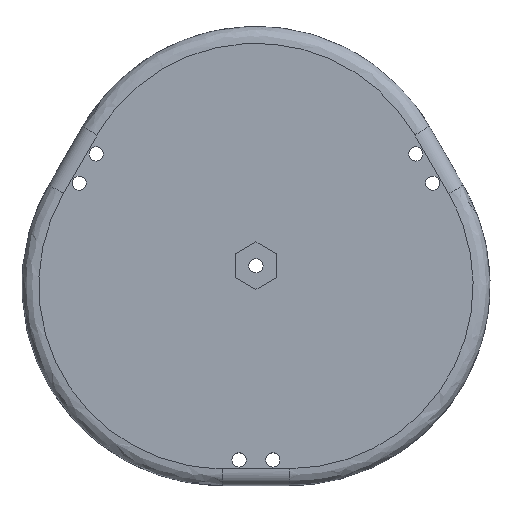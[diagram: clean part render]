
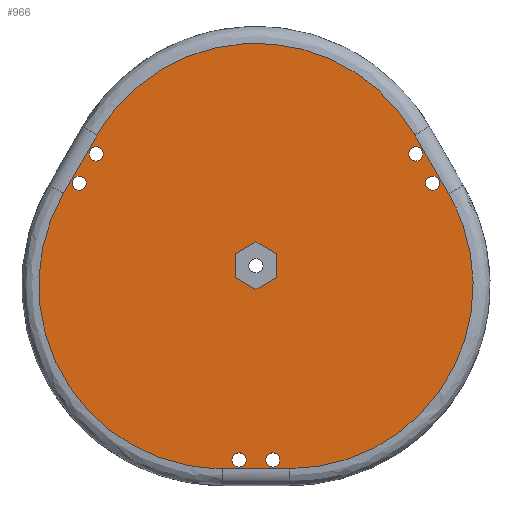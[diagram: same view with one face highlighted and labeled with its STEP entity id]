
A CAD part, top view. The second image highlights one B-rep face of the part: STEP entity #966.
In plain terms, the highlighted planar face has unit normal (0, 0, 1).
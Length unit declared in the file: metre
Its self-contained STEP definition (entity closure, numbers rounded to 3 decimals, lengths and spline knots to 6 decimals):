
#52=LINE('',#1320,#94);
#53=LINE('',#1323,#95);
#54=LINE('',#1325,#96);
#55=LINE('',#1327,#97);
#56=LINE('',#1329,#98);
#57=LINE('',#1331,#99);
#94=VECTOR('',#1107,1.);
#95=VECTOR('',#1108,1.);
#96=VECTOR('',#1109,1.);
#97=VECTOR('',#1110,1.);
#98=VECTOR('',#1111,1.);
#99=VECTOR('',#1112,1.);
#136=CIRCLE('',#1044,0.0021);
#137=CIRCLE('',#1045,0.0021);
#138=CIRCLE('',#1046,0.0021);
#139=CIRCLE('',#1047,0.0021);
#140=CIRCLE('',#1048,0.0021);
#141=CIRCLE('',#1049,0.0021);
#156=ORIENTED_EDGE('',*,*,#448,.T.);
#157=ORIENTED_EDGE('',*,*,#449,.T.);
#158=ORIENTED_EDGE('',*,*,#450,.T.);
#159=ORIENTED_EDGE('',*,*,#451,.T.);
#160=ORIENTED_EDGE('',*,*,#452,.T.);
#161=ORIENTED_EDGE('',*,*,#453,.T.);
#162=ORIENTED_EDGE('',*,*,#454,.F.);
#163=ORIENTED_EDGE('',*,*,#455,.T.);
#164=ORIENTED_EDGE('',*,*,#456,.F.);
#165=ORIENTED_EDGE('',*,*,#457,.F.);
#166=ORIENTED_EDGE('',*,*,#458,.F.);
#167=ORIENTED_EDGE('',*,*,#459,.F.);
#168=ORIENTED_EDGE('',*,*,#460,.F.);
#169=ORIENTED_EDGE('',*,*,#461,.F.);
#170=ORIENTED_EDGE('',*,*,#462,.F.);
#171=ORIENTED_EDGE('',*,*,#463,.F.);
#172=ORIENTED_EDGE('',*,*,#464,.T.);
#173=ORIENTED_EDGE('',*,*,#465,.T.);
#448=EDGE_CURVE('',#594,#595,#686,.T.);
#449=EDGE_CURVE('',#595,#596,#687,.T.);
#450=EDGE_CURVE('',#596,#597,#688,.T.);
#451=EDGE_CURVE('',#597,#598,#689,.T.);
#452=EDGE_CURVE('',#598,#599,#690,.T.);
#453=EDGE_CURVE('',#599,#594,#691,.T.);
#454=EDGE_CURVE('',#600,#600,#136,.T.);
#455=EDGE_CURVE('',#601,#601,#137,.T.);
#456=EDGE_CURVE('',#602,#602,#138,.T.);
#457=EDGE_CURVE('',#603,#604,#52,.T.);
#458=EDGE_CURVE('',#605,#603,#53,.T.);
#459=EDGE_CURVE('',#606,#605,#54,.T.);
#460=EDGE_CURVE('',#607,#606,#55,.T.);
#461=EDGE_CURVE('',#608,#607,#56,.T.);
#462=EDGE_CURVE('',#604,#608,#57,.T.);
#463=EDGE_CURVE('',#609,#609,#139,.T.);
#464=EDGE_CURVE('',#610,#610,#140,.T.);
#465=EDGE_CURVE('',#611,#611,#141,.T.);
#594=VERTEX_POINT('',#1255);
#595=VERTEX_POINT('',#1256);
#596=VERTEX_POINT('',#1272);
#597=VERTEX_POINT('',#1277);
#598=VERTEX_POINT('',#1293);
#599=VERTEX_POINT('',#1298);
#600=VERTEX_POINT('',#1315);
#601=VERTEX_POINT('',#1317);
#602=VERTEX_POINT('',#1319);
#603=VERTEX_POINT('',#1321);
#604=VERTEX_POINT('',#1322);
#605=VERTEX_POINT('',#1324);
#606=VERTEX_POINT('',#1326);
#607=VERTEX_POINT('',#1328);
#608=VERTEX_POINT('',#1330);
#609=VERTEX_POINT('',#1333);
#610=VERTEX_POINT('',#1335);
#611=VERTEX_POINT('',#1337);
#686=B_SPLINE_CURVE_WITH_KNOTS('',3,(#1251,#1252,#1253,#1254),
 .UNSPECIFIED.,.F.,.F.,(4,4),(0.,1.),.UNSPECIFIED.);
#687=B_SPLINE_CURVE_WITH_KNOTS('',3,(#1257,#1258,#1259,#1260,#1261,#1262,
#1263,#1264,#1265,#1266,#1267,#1268,#1269,#1270,#1271),.UNSPECIFIED.,.F.,
 .F.,(4,1,1,1,1,1,1,1,1,1,1,1,4),(0.,0.0625,0.125,0.1875,0.25,0.375,0.5,
0.625,0.75,0.8125,0.875,0.9375,1.),.UNSPECIFIED.);
#688=B_SPLINE_CURVE_WITH_KNOTS('',3,(#1273,#1274,#1275,#1276),
 .UNSPECIFIED.,.F.,.F.,(4,4),(0.,1.),.UNSPECIFIED.);
#689=B_SPLINE_CURVE_WITH_KNOTS('',3,(#1278,#1279,#1280,#1281,#1282,#1283,
#1284,#1285,#1286,#1287,#1288,#1289,#1290,#1291,#1292),.UNSPECIFIED.,.F.,
 .F.,(4,1,1,1,1,1,1,1,1,1,1,1,4),(0.,0.0625,0.125,0.1875,0.25,0.375,0.5,
0.625,0.75,0.8125,0.875,0.9375,1.),.UNSPECIFIED.);
#690=B_SPLINE_CURVE_WITH_KNOTS('',3,(#1294,#1295,#1296,#1297),
 .UNSPECIFIED.,.F.,.F.,(4,4),(0.,1.),.UNSPECIFIED.);
#691=B_SPLINE_CURVE_WITH_KNOTS('',3,(#1299,#1300,#1301,#1302,#1303,#1304,
#1305,#1306,#1307,#1308,#1309,#1310,#1311,#1312,#1313),.UNSPECIFIED.,.F.,
 .F.,(4,1,1,1,1,1,1,1,1,1,1,1,4),(0.,0.0625,0.125,0.1875,0.25,0.375,0.5,
0.625,0.75,0.8125,0.875,0.9375,1.),.UNSPECIFIED.);
#770=EDGE_LOOP('',(#156,#157,#158,#159,#160,#161));
#771=EDGE_LOOP('',(#162));
#772=EDGE_LOOP('',(#163));
#773=EDGE_LOOP('',(#164));
#774=EDGE_LOOP('',(#165,#166,#167,#168,#169,#170));
#775=EDGE_LOOP('',(#171));
#776=EDGE_LOOP('',(#172));
#777=EDGE_LOOP('',(#173));
#856=FACE_BOUND('',#770,.T.);
#857=FACE_BOUND('',#771,.T.);
#858=FACE_BOUND('',#772,.T.);
#859=FACE_BOUND('',#773,.T.);
#860=FACE_BOUND('',#774,.T.);
#861=FACE_BOUND('',#775,.T.);
#862=FACE_BOUND('',#776,.T.);
#863=FACE_BOUND('',#777,.T.);
#942=PLANE('',#1043);
#966=ADVANCED_FACE('',(#856,#857,#858,#859,#860,#861,#862,#863),#942,.T.);
#1043=AXIS2_PLACEMENT_3D('',#1250,#1099,#1100);
#1044=AXIS2_PLACEMENT_3D('',#1314,#1101,#1102);
#1045=AXIS2_PLACEMENT_3D('',#1316,#1103,#1104);
#1046=AXIS2_PLACEMENT_3D('',#1318,#1105,#1106);
#1047=AXIS2_PLACEMENT_3D('',#1332,#1113,#1114);
#1048=AXIS2_PLACEMENT_3D('',#1334,#1115,#1116);
#1049=AXIS2_PLACEMENT_3D('',#1336,#1117,#1118);
#1099=DIRECTION('',(0.,0.,1.));
#1100=DIRECTION('',(1.,0.,0.));
#1101=DIRECTION('',(0.,0.,1.));
#1102=DIRECTION('',(1.,0.,0.));
#1103=DIRECTION('',(0.,0.,-1.));
#1104=DIRECTION('',(1.,0.,0.));
#1105=DIRECTION('',(0.,0.,1.));
#1106=DIRECTION('',(1.,0.,0.));
#1107=DIRECTION('',(0.866,0.5,0.));
#1108=DIRECTION('',(0.866,-0.5,0.));
#1109=DIRECTION('',(0.,-1.,0.));
#1110=DIRECTION('',(-0.866,-0.5,0.));
#1111=DIRECTION('',(-0.866,0.5,0.));
#1112=DIRECTION('',(0.,1.,0.));
#1113=DIRECTION('',(0.,0.,1.));
#1114=DIRECTION('',(1.,0.,0.));
#1115=DIRECTION('',(0.,0.,-1.));
#1116=DIRECTION('',(1.,0.,0.));
#1117=DIRECTION('',(0.,0.,-1.));
#1118=DIRECTION('',(1.,0.,0.));
#1250=CARTESIAN_POINT('',(0.,-0.01192,0.017));
#1251=CARTESIAN_POINT('',(0.056962,0.02134,0.017));
#1252=CARTESIAN_POINT('',(0.053628,0.027113,0.017));
#1253=CARTESIAN_POINT('',(0.050295,0.032887,0.017));
#1254=CARTESIAN_POINT('',(0.046962,0.03866,0.017));
#1255=CARTESIAN_POINT('',(0.056962,0.02134,0.017));
#1256=CARTESIAN_POINT('',(0.046962,0.03866,0.017));
#1257=CARTESIAN_POINT('',(0.046962,0.03866,0.017));
#1258=CARTESIAN_POINT('',(0.045772,0.040721,0.017));
#1259=CARTESIAN_POINT('',(0.04315,0.044649,0.017));
#1260=CARTESIAN_POINT('',(0.038451,0.050001,0.017));
#1261=CARTESIAN_POINT('',(0.033108,0.054693,0.017));
#1262=CARTESIAN_POINT('',(0.025218,0.05996,0.017));
#1263=CARTESIAN_POINT('',(0.014197,0.064528,0.017));
#1264=CARTESIAN_POINT('',(0.,0.066396,0.017));
#1265=CARTESIAN_POINT('',(-0.014197,0.064528,0.017));
#1266=CARTESIAN_POINT('',(-0.025218,0.059959,0.017));
#1267=CARTESIAN_POINT('',(-0.033107,0.054694,0.017));
#1268=CARTESIAN_POINT('',(-0.038452,0.050001,0.017));
#1269=CARTESIAN_POINT('',(-0.04315,0.04465,0.017));
#1270=CARTESIAN_POINT('',(-0.045772,0.040721,0.017));
#1271=CARTESIAN_POINT('',(-0.046962,0.03866,0.017));
#1272=CARTESIAN_POINT('',(-0.046962,0.03866,0.017));
#1273=CARTESIAN_POINT('',(-0.046962,0.03866,0.017));
#1274=CARTESIAN_POINT('',(-0.050295,0.032887,0.017));
#1275=CARTESIAN_POINT('',(-0.053628,0.027113,0.017));
#1276=CARTESIAN_POINT('',(-0.056962,0.02134,0.017));
#1277=CARTESIAN_POINT('',(-0.056962,0.02134,0.017));
#1278=CARTESIAN_POINT('',(-0.056962,0.02134,0.017));
#1279=CARTESIAN_POINT('',(-0.058151,0.019279,0.017));
#1280=CARTESIAN_POINT('',(-0.060242,0.015045,0.017));
#1281=CARTESIAN_POINT('',(-0.062528,0.008299,0.017));
#1282=CARTESIAN_POINT('',(-0.063919,0.001326,0.017));
#1283=CARTESIAN_POINT('',(-0.064535,-0.008141,0.017));
#1284=CARTESIAN_POINT('',(-0.062981,-0.019969,0.017));
#1285=CARTESIAN_POINT('',(-0.057501,-0.033198,0.017));
#1286=CARTESIAN_POINT('',(-0.048785,-0.044559,0.017));
#1287=CARTESIAN_POINT('',(-0.039317,-0.051819,0.017));
#1288=CARTESIAN_POINT('',(-0.030812,-0.056019,0.017));
#1289=CARTESIAN_POINT('',(-0.024076,-0.0583,0.017));
#1290=CARTESIAN_POINT('',(-0.017093,-0.059694,0.017));
#1291=CARTESIAN_POINT('',(-0.01238,-0.06,0.017));
#1292=CARTESIAN_POINT('',(-0.01,-0.06,0.017));
#1293=CARTESIAN_POINT('',(-0.01,-0.06,0.017));
#1294=CARTESIAN_POINT('',(-0.01,-0.06,0.017));
#1295=CARTESIAN_POINT('',(-0.003333,-0.06,0.017));
#1296=CARTESIAN_POINT('',(0.003333,-0.06,0.017));
#1297=CARTESIAN_POINT('',(0.01,-0.06,0.017));
#1298=CARTESIAN_POINT('',(0.01,-0.06,0.017));
#1299=CARTESIAN_POINT('',(0.01,-0.06,0.017));
#1300=CARTESIAN_POINT('',(0.01238,-0.06,0.017));
#1301=CARTESIAN_POINT('',(0.017092,-0.059694,0.017));
#1302=CARTESIAN_POINT('',(0.024076,-0.0583,0.017));
#1303=CARTESIAN_POINT('',(0.030811,-0.056019,0.017));
#1304=CARTESIAN_POINT('',(0.039318,-0.051819,0.017));
#1305=CARTESIAN_POINT('',(0.048785,-0.044559,0.017));
#1306=CARTESIAN_POINT('',(0.057501,-0.033198,0.017));
#1307=CARTESIAN_POINT('',(0.062981,-0.01997,0.017));
#1308=CARTESIAN_POINT('',(0.064535,-0.00814,0.017));
#1309=CARTESIAN_POINT('',(0.06392,0.001325,0.017));
#1310=CARTESIAN_POINT('',(0.062528,0.0083,0.017));
#1311=CARTESIAN_POINT('',(0.060243,0.015044,0.017));
#1312=CARTESIAN_POINT('',(0.058151,0.019279,0.017));
#1313=CARTESIAN_POINT('',(0.056962,0.02134,0.017));
#1314=CARTESIAN_POINT('',(-0.005,-0.05745,0.017));
#1315=CARTESIAN_POINT('',(-0.0029,-0.05745,0.017));
#1316=CARTESIAN_POINT('',(0.047253,0.033055,0.017));
#1317=CARTESIAN_POINT('',(0.049353,0.033055,0.017));
#1318=CARTESIAN_POINT('',(0.052253,0.024395,0.017));
#1319=CARTESIAN_POINT('',(0.054353,0.024395,0.017));
#1320=CARTESIAN_POINT('',(0.00305,-0.005283,0.017));
#1321=CARTESIAN_POINT('',(0.,-0.007044,0.017));
#1322=CARTESIAN_POINT('',(0.0061,-0.003522,0.017));
#1323=CARTESIAN_POINT('',(-0.00305,-0.005283,0.017));
#1324=CARTESIAN_POINT('',(-0.0061,-0.003522,0.017));
#1325=CARTESIAN_POINT('',(-0.0061,0.,0.017));
#1326=CARTESIAN_POINT('',(-0.0061,0.003522,0.017));
#1327=CARTESIAN_POINT('',(-0.00305,0.005283,0.017));
#1328=CARTESIAN_POINT('',(0.,0.007044,0.017));
#1329=CARTESIAN_POINT('',(0.00305,0.005283,0.017));
#1330=CARTESIAN_POINT('',(0.0061,0.003522,0.017));
#1331=CARTESIAN_POINT('',(0.0061,0.,0.017));
#1332=CARTESIAN_POINT('',(-0.047253,0.033055,0.017));
#1333=CARTESIAN_POINT('',(-0.045153,0.033055,0.017));
#1334=CARTESIAN_POINT('',(-0.052253,0.024395,0.017));
#1335=CARTESIAN_POINT('',(-0.050153,0.024395,0.017));
#1336=CARTESIAN_POINT('',(0.005,-0.05745,0.017));
#1337=CARTESIAN_POINT('',(0.0071,-0.05745,0.017));
